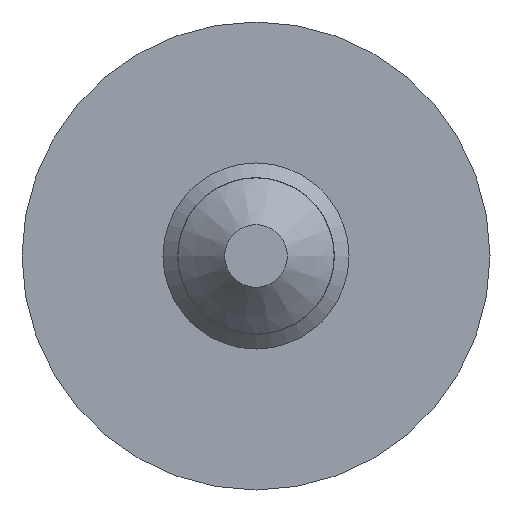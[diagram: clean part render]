
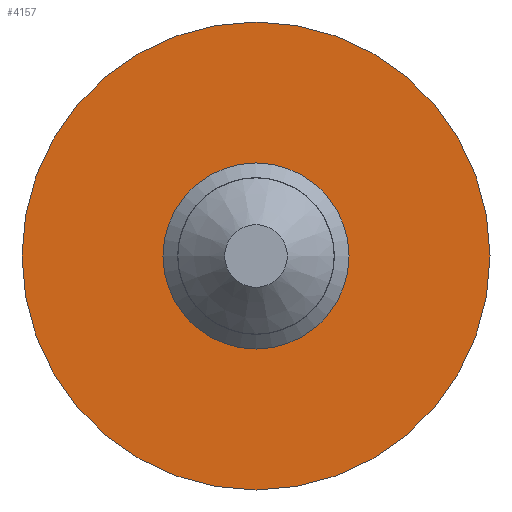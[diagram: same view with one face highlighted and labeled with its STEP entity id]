
A CAD part, front view. The second image highlights one B-rep face of the part: STEP entity #4157.
In plain terms, the highlighted planar face has unit normal (0, -1, 0).
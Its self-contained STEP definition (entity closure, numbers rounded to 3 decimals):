
#641 = CARTESIAN_POINT ( 'NONE',  ( -1.59, 0., 0. ) ) ;
#1280 = CIRCLE ( 'NONE', #12193, 4. ) ;
#1884 = DIRECTION ( 'NONE',  ( -1., 0., 0. ) ) ;
#2344 = CARTESIAN_POINT ( 'NONE',  ( 1.59, 0., 0. ) ) ;
#3465 = EDGE_CURVE ( 'NONE', #10757, #10757, #1280, .T. ) ;
#3562 = AXIS2_PLACEMENT_3D ( 'NONE', #2344, #7604, #3724 ) ;
#3724 = DIRECTION ( 'NONE',  ( -1., 0., 0. ) ) ;
#4157 = ADVANCED_FACE ( 'NONE', ( #10573, #5195 ), #6151, .F. ) ;
#4531 = DIRECTION ( 'NONE',  ( 0., 1., 0. ) ) ;
#5106 = CARTESIAN_POINT ( 'NONE',  ( -4., 0., 0. ) ) ;
#5195 = FACE_BOUND ( 'NONE', #6402, .T. ) ;
#5519 = ORIENTED_EDGE ( 'NONE', *, *, #6429, .T. ) ;
#6113 = DIRECTION ( 'NONE',  ( -1., 0., 0. ) ) ;
#6151 = PLANE ( 'NONE',  #3562 ) ;
#6402 = EDGE_LOOP ( 'NONE', ( #5519 ) ) ;
#6429 = EDGE_CURVE ( 'NONE', #9941, #9941, #15527, .T. ) ;
#7449 = CARTESIAN_POINT ( 'NONE',  ( 0., 0., 0. ) ) ;
#7604 = DIRECTION ( 'NONE',  ( 0., 1., 0. ) ) ;
#8554 = DIRECTION ( 'NONE',  ( 0., 1., 0. ) ) ;
#8790 = AXIS2_PLACEMENT_3D ( 'NONE', #7449, #8554, #6113 ) ;
#9941 = VERTEX_POINT ( 'NONE', #641 ) ;
#10573 = FACE_OUTER_BOUND ( 'NONE', #16230, .T. ) ;
#10757 = VERTEX_POINT ( 'NONE', #5106 ) ;
#10940 = CARTESIAN_POINT ( 'NONE',  ( 0., 0., 0. ) ) ;
#12193 = AXIS2_PLACEMENT_3D ( 'NONE', #10940, #4531, #1884 ) ;
#15527 = CIRCLE ( 'NONE', #8790, 1.59 ) ;
#16230 = EDGE_LOOP ( 'NONE', ( #16564 ) ) ;
#16564 = ORIENTED_EDGE ( 'NONE', *, *, #3465, .F. ) ;
